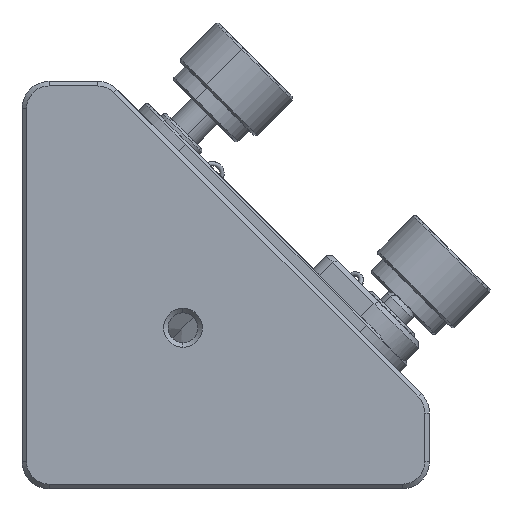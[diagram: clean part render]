
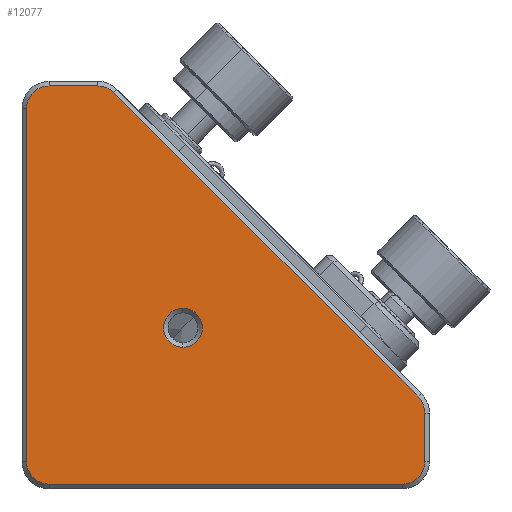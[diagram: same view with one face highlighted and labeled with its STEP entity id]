
A CAD part, front view. The second image highlights one B-rep face of the part: STEP entity #12077.
In plain terms, the highlighted planar face has unit normal (0, -1, 0).
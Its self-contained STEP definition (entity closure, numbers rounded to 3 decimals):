
#89 = FACE_OUTER_BOUND ( 'NONE', #8334, .T. ) ;
#122 = DIRECTION ( 'NONE',  ( 0., -1., 0. ) ) ;
#348 = VERTEX_POINT ( 'NONE', #7002 ) ;
#613 = EDGE_CURVE ( 'NONE', #15702, #22991, #16636, .T. ) ;
#1393 = LINE ( 'NONE', #22293, #19063 ) ;
#1543 = CARTESIAN_POINT ( 'NONE',  ( 38.893, 2.09, -38.893 ) ) ;
#1744 = CIRCLE ( 'NONE', #25623, 2.5 ) ;
#1858 = VERTEX_POINT ( 'NONE', #9208 ) ;
#2528 = DIRECTION ( 'NONE',  ( -1., 0., 0. ) ) ;
#2586 = CARTESIAN_POINT ( 'NONE',  ( 0.768, 2.09, 4.875 ) ) ;
#2750 = EDGE_LOOP ( 'NONE', ( #21792, #13158 ) ) ;
#3129 = PLANE ( 'NONE',  #26303 ) ;
#3699 = VERTEX_POINT ( 'NONE', #26069 ) ;
#3832 = ORIENTED_EDGE ( 'NONE', *, *, #24802, .T. ) ;
#3894 = CARTESIAN_POINT ( 'NONE',  ( 0.768, 2.09, 4.875 ) ) ;
#3936 = DIRECTION ( 'NONE',  ( -1., 0., 0. ) ) ;
#4428 = EDGE_CURVE ( 'NONE', #14811, #19601, #15469, .T. ) ;
#4622 = EDGE_CURVE ( 'NONE', #5607, #13105, #8954, .T. ) ;
#4777 = ORIENTED_EDGE ( 'NONE', *, *, #13397, .T. ) ;
#4917 = CARTESIAN_POINT ( 'NONE',  ( -8.867, 2.09, 3.107 ) ) ;
#5433 = CARTESIAN_POINT ( 'NONE',  ( -6.367, 2.09, -38.393 ) ) ;
#5514 = EDGE_CURVE ( 'NONE', #12821, #1858, #26574, .T. ) ;
#5607 = VERTEX_POINT ( 'NONE', #5433 ) ;
#5651 = DIRECTION ( 'NONE',  ( 0., -1., 0. ) ) ;
#6568 = DIRECTION ( 'NONE',  ( 1., 0., 0. ) ) ;
#6913 = CARTESIAN_POINT ( 'NONE',  ( 8.413, 2.09, -23.263 ) ) ;
#7002 = CARTESIAN_POINT ( 'NONE',  ( 35.133, 2.09, -30.525 ) ) ;
#7251 = CARTESIAN_POINT ( 'NONE',  ( 35.133, 2.09, -38.893 ) ) ;
#7592 = VERTEX_POINT ( 'NONE', #24145 ) ;
#7701 = ORIENTED_EDGE ( 'NONE', *, *, #4622, .T. ) ;
#7709 = CARTESIAN_POINT ( 'NONE',  ( -6.367, 2.09, -35.893 ) ) ;
#7864 = AXIS2_PLACEMENT_3D ( 'NONE', #20639, #10317, #3936 ) ;
#8215 = CIRCLE ( 'NONE', #19234, 2.5 ) ;
#8334 = EDGE_LOOP ( 'NONE', ( #3832, #10853, #18725, #11303, #23719, #4777, #7701, #8373, #26611, #21722 ) ) ;
#8373 = ORIENTED_EDGE ( 'NONE', *, *, #17455, .T. ) ;
#8853 = AXIS2_PLACEMENT_3D ( 'NONE', #18633, #5651, #14402 ) ;
#8911 = EDGE_CURVE ( 'NONE', #348, #25873, #8215, .T. ) ;
#8954 = LINE ( 'NONE', #19085, #20373 ) ;
#9044 = CIRCLE ( 'NONE', #21558, 2.5 ) ;
#9208 = CARTESIAN_POINT ( 'NONE',  ( -1., 2.09, 5.607 ) ) ;
#9693 = DIRECTION ( 'NONE',  ( 0., 0., -1. ) ) ;
#9792 = DIRECTION ( 'NONE',  ( -1., 0., 0. ) ) ;
#9968 = DIRECTION ( 'NONE',  ( -1., 0., 0. ) ) ;
#10158 = CARTESIAN_POINT ( 'NONE',  ( -8.867, 2.09, -35.893 ) ) ;
#10317 = DIRECTION ( 'NONE',  ( 0., -1., 0. ) ) ;
#10353 = AXIS2_PLACEMENT_3D ( 'NONE', #24793, #122, #21069 ) ;
#10807 = CARTESIAN_POINT ( 'NONE',  ( 32.633, 2.09, -38.393 ) ) ;
#10853 = ORIENTED_EDGE ( 'NONE', *, *, #5514, .T. ) ;
#10855 = CARTESIAN_POINT ( 'NONE',  ( -6.367, 2.09, 3.107 ) ) ;
#11303 = ORIENTED_EDGE ( 'NONE', *, *, #15387, .T. ) ;
#11821 = DIRECTION ( 'NONE',  ( 0., -1., 0. ) ) ;
#11871 = CARTESIAN_POINT ( 'NONE',  ( 34.4, 2.09, -28.757 ) ) ;
#12077 = ADVANCED_FACE ( 'NONE', ( #89, #12846 ), #3129, .F. ) ;
#12821 = VERTEX_POINT ( 'NONE', #3894 ) ;
#12846 = FACE_BOUND ( 'NONE', #2750, .T. ) ;
#13105 = VERTEX_POINT ( 'NONE', #10807 ) ;
#13158 = ORIENTED_EDGE ( 'NONE', *, *, #15271, .F. ) ;
#13230 = EDGE_CURVE ( 'NONE', #3699, #348, #23117, .T. ) ;
#13397 = EDGE_CURVE ( 'NONE', #19601, #5607, #9044, .T. ) ;
#13825 = CARTESIAN_POINT ( 'NONE',  ( 32.633, 2.09, -30.525 ) ) ;
#14402 = DIRECTION ( 'NONE',  ( 0., 0., -1. ) ) ;
#14789 = CARTESIAN_POINT ( 'NONE',  ( 8.413, 2.09, -18.963 ) ) ;
#14811 = VERTEX_POINT ( 'NONE', #4917 ) ;
#15271 = EDGE_CURVE ( 'NONE', #22991, #15702, #16801, .T. ) ;
#15387 = EDGE_CURVE ( 'NONE', #7592, #14811, #1744, .T. ) ;
#15437 = DIRECTION ( 'NONE',  ( 0., 0., 1. ) ) ;
#15469 = LINE ( 'NONE', #20007, #22018 ) ;
#15702 = VERTEX_POINT ( 'NONE', #6913 ) ;
#15834 = VECTOR ( 'NONE', #19330, 1000. ) ;
#15905 = DIRECTION ( 'NONE',  ( -1., 0., 0. ) ) ;
#16636 = CIRCLE ( 'NONE', #10353, 2.15 ) ;
#16801 = CIRCLE ( 'NONE', #8853, 2.15 ) ;
#17455 = EDGE_CURVE ( 'NONE', #13105, #3699, #26788, .T. ) ;
#17551 = VECTOR ( 'NONE', #15437, 1000. ) ;
#17888 = DIRECTION ( 'NONE',  ( -1., 0., 0. ) ) ;
#18244 = DIRECTION ( 'NONE',  ( 0., -1., 0. ) ) ;
#18633 = CARTESIAN_POINT ( 'NONE',  ( 8.413, 2.09, -21.113 ) ) ;
#18725 = ORIENTED_EDGE ( 'NONE', *, *, #25749, .T. ) ;
#19063 = VECTOR ( 'NONE', #15905, 1000. ) ;
#19085 = CARTESIAN_POINT ( 'NONE',  ( 38.893, 2.09, -38.393 ) ) ;
#19234 = AXIS2_PLACEMENT_3D ( 'NONE', #13825, #11821, #26412 ) ;
#19330 = DIRECTION ( 'NONE',  ( -0.707, 0., 0.707 ) ) ;
#19601 = VERTEX_POINT ( 'NONE', #10158 ) ;
#20007 = CARTESIAN_POINT ( 'NONE',  ( -8.867, 2.09, -38.893 ) ) ;
#20373 = VECTOR ( 'NONE', #6568, 1000. ) ;
#20639 = CARTESIAN_POINT ( 'NONE',  ( 32.633, 2.09, -35.893 ) ) ;
#20748 = LINE ( 'NONE', #2586, #15834 ) ;
#21069 = DIRECTION ( 'NONE',  ( 0., 0., -1. ) ) ;
#21558 = AXIS2_PLACEMENT_3D ( 'NONE', #7709, #22300, #9792 ) ;
#21722 = ORIENTED_EDGE ( 'NONE', *, *, #8911, .T. ) ;
#21792 = ORIENTED_EDGE ( 'NONE', *, *, #613, .F. ) ;
#22018 = VECTOR ( 'NONE', #9693, 1000. ) ;
#22118 = DIRECTION ( 'NONE',  ( 0., 1., 0. ) ) ;
#22293 = CARTESIAN_POINT ( 'NONE',  ( 38.893, 2.09, 5.607 ) ) ;
#22300 = DIRECTION ( 'NONE',  ( 0., -1., 0. ) ) ;
#22991 = VERTEX_POINT ( 'NONE', #14789 ) ;
#23117 = LINE ( 'NONE', #7251, #17551 ) ;
#23440 = DIRECTION ( 'NONE',  ( 0., -1., 0. ) ) ;
#23719 = ORIENTED_EDGE ( 'NONE', *, *, #4428, .T. ) ;
#24069 = CARTESIAN_POINT ( 'NONE',  ( -1., 2.09, 3.107 ) ) ;
#24145 = CARTESIAN_POINT ( 'NONE',  ( -6.367, 2.09, 5.607 ) ) ;
#24371 = AXIS2_PLACEMENT_3D ( 'NONE', #24069, #18244, #17888 ) ;
#24793 = CARTESIAN_POINT ( 'NONE',  ( 8.413, 2.09, -21.113 ) ) ;
#24802 = EDGE_CURVE ( 'NONE', #25873, #12821, #20748, .T. ) ;
#25623 = AXIS2_PLACEMENT_3D ( 'NONE', #10855, #23440, #2528 ) ;
#25749 = EDGE_CURVE ( 'NONE', #1858, #7592, #1393, .T. ) ;
#25873 = VERTEX_POINT ( 'NONE', #11871 ) ;
#26069 = CARTESIAN_POINT ( 'NONE',  ( 35.133, 2.09, -35.893 ) ) ;
#26303 = AXIS2_PLACEMENT_3D ( 'NONE', #1543, #22118, #9968 ) ;
#26412 = DIRECTION ( 'NONE',  ( -1., 0., 0. ) ) ;
#26574 = CIRCLE ( 'NONE', #24371, 2.5 ) ;
#26611 = ORIENTED_EDGE ( 'NONE', *, *, #13230, .T. ) ;
#26788 = CIRCLE ( 'NONE', #7864, 2.5 ) ;
